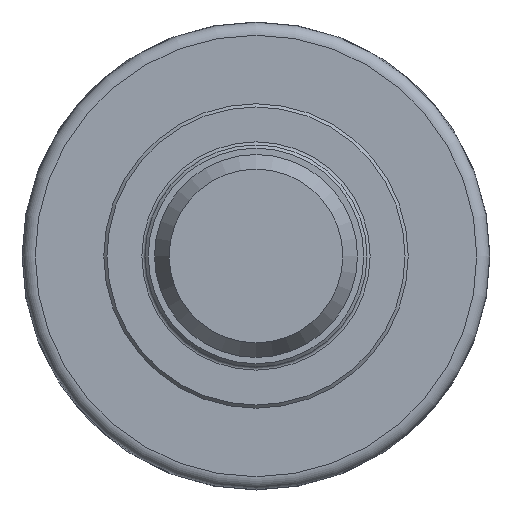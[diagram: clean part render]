
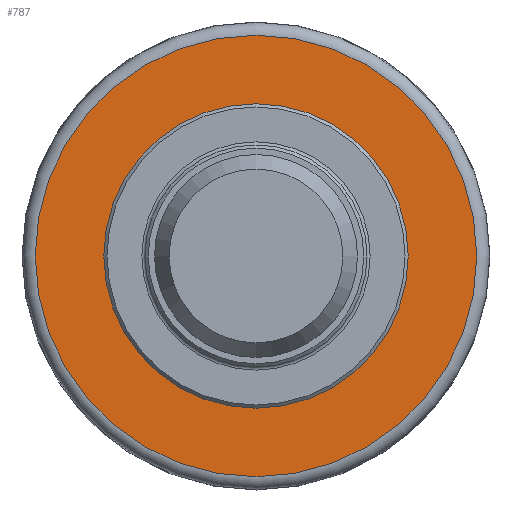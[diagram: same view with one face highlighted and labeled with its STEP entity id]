
A CAD part, left-side view. The second image highlights one B-rep face of the part: STEP entity #787.
In plain terms, the highlighted planar face has unit normal (-1, 0, 0).
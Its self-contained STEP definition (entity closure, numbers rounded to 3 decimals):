
#43=FACE_BOUND('',#179,.T.);
#73=CIRCLE('',#874,34.809);
#74=CIRCLE('',#875,34.809);
#85=CIRCLE('',#889,24.);
#130=FACE_OUTER_BOUND('',#178,.T.);
#178=EDGE_LOOP('',(#627,#628));
#179=EDGE_LOOP('',(#629));
#347=VERTEX_POINT('',#1299);
#348=VERTEX_POINT('',#1301);
#356=VERTEX_POINT('',#1352);
#442=EDGE_CURVE('',#347,#348,#73,.T.);
#443=EDGE_CURVE('',#348,#347,#74,.T.);
#455=EDGE_CURVE('',#356,#356,#85,.T.);
#627=ORIENTED_EDGE('',*,*,#443,.F.);
#628=ORIENTED_EDGE('',*,*,#442,.F.);
#629=ORIENTED_EDGE('',*,*,#455,.T.);
#751=PLANE('',#888);
#787=ADVANCED_FACE('',(#130,#43),#751,.T.);
#874=AXIS2_PLACEMENT_3D('',#1302,#1049,#1050);
#875=AXIS2_PLACEMENT_3D('',#1303,#1051,#1052);
#888=AXIS2_PLACEMENT_3D('',#1351,#1078,#1079);
#889=AXIS2_PLACEMENT_3D('',#1353,#1080,#1081);
#1049=DIRECTION('center_axis',(1.,0.,0.));
#1050=DIRECTION('ref_axis',(0.,1.,0.));
#1051=DIRECTION('center_axis',(1.,0.,0.));
#1052=DIRECTION('ref_axis',(0.,1.,0.));
#1078=DIRECTION('center_axis',(-1.,0.,0.));
#1079=DIRECTION('ref_axis',(0.,0.,
-1.));
#1080=DIRECTION('center_axis',(1.,0.,0.));
#1081=DIRECTION('ref_axis',(0.,1.,0.));
#1299=CARTESIAN_POINT('',(18.5,0.,-34.809));
#1301=CARTESIAN_POINT('',(18.5,-34.809,0.));
#1302=CARTESIAN_POINT('Origin',(18.5,0.,0.));
#1303=CARTESIAN_POINT('Origin',(18.5,0.,0.));
#1351=CARTESIAN_POINT('Origin',(18.5,-31.984,0.));
#1352=CARTESIAN_POINT('',(18.5,-24.,0.));
#1353=CARTESIAN_POINT('Origin',(18.5,0.,0.));
